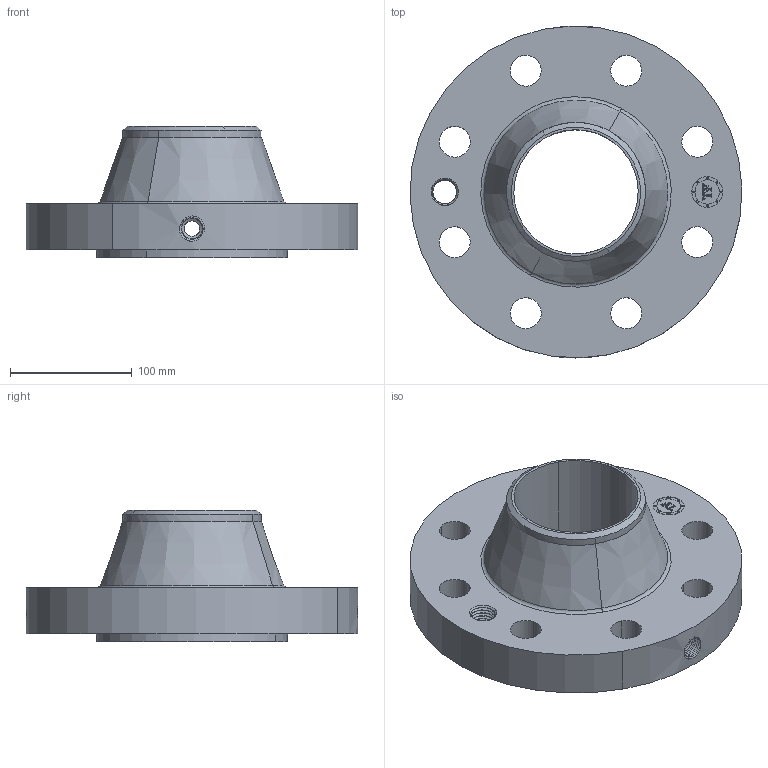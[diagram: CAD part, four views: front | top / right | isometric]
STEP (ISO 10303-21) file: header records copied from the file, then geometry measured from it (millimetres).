
FILE_DESCRIPTION(('3D STEP'),'2;1');
FILE_NAME('4-600-RF-WELD-NECK-40-ORIF-FLANGE.stp','2013-10-27T00:10:58+00:00',('Texas Flange'),(''),'CATIA Version 5 Release 20 SP 6 (IN-10)','CATIA V5 STEP AP214','800-826-3801');
FILE_SCHEMA(('AUTOMOTIVE_DESIGN { 1 0 10303 214 1 1 1 1 }'));
Length unit declared in the file: inch
Products named in the file (1): 4-600-RF-WELD-NECK-40-ORIF-FLANGE
Bounding box: 272.97 x 273.05 x 107.95 mm (x, y, z)
Volume: 2128472.3 mm3; surface area: 217684.1 mm2
Topology: 1 solids, 1 shells, 757 faces, 2056 edges, 1320 vertices
Faces by surface type: plane 369, bspline 244, cylinder 90, cone 48, revolution 4, torus 2
Entity records: 31765 total; most frequent: CARTESIAN_POINT 12818, ORIENTED_EDGE 4112, DIRECTION 2065, EDGE_CURVE 2056, VERTEX_POINT 1320, VECTOR 1179, LINE 1179, EDGE_LOOP 800
